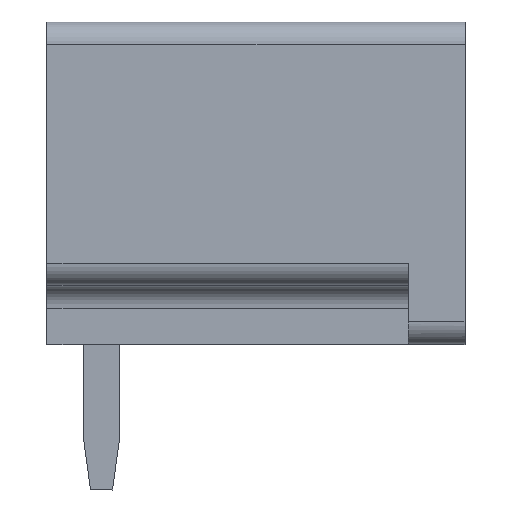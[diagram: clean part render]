
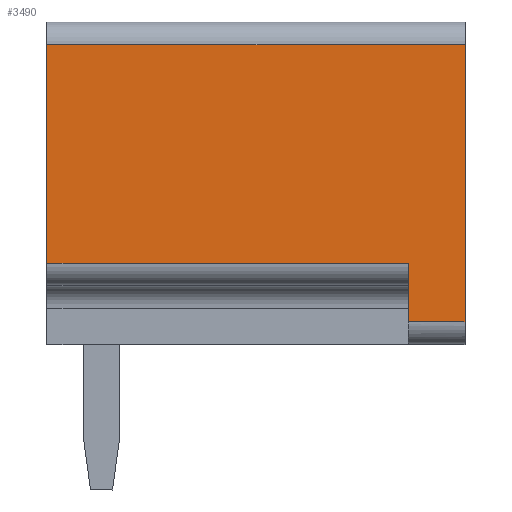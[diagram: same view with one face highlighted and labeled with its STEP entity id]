
A CAD part, left-side view. The second image highlights one B-rep face of the part: STEP entity #3490.
In plain terms, the highlighted planar face has unit normal (-1, 0, 0).
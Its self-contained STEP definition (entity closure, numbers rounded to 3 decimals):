
#3454=AXIS2_PLACEMENT_3D('Plane Axis2P3D',#3451,#3452,#3453) ;
#70=CARTESIAN_POINT('Vertex',(0.,0.,9.8)) ;
#73=CARTESIAN_POINT('Line Origine',(0.,0.,6.75)) ;
#77=CARTESIAN_POINT('Vertex',(0.,0.,3.7)) ;
#3436=CARTESIAN_POINT('Vertex',(0.,9.2,9.8)) ;
#3439=CARTESIAN_POINT('Line Origine',(0.,4.6,9.8)) ;
#3451=CARTESIAN_POINT('Axis2P3D Location',(0.,0.,9.8)) ;
#3456=CARTESIAN_POINT('Line Origine',(0.,5.225,4.99)) ;
#3460=CARTESIAN_POINT('Vertex',(0.,9.2,4.99)) ;
#3462=CARTESIAN_POINT('Vertex',(0.,1.25,4.99)) ;
#3465=CARTESIAN_POINT('Line Origine',(0.,1.25,4.345)) ;
#3469=CARTESIAN_POINT('Vertex',(0.,1.25,3.7)) ;
#3472=CARTESIAN_POINT('Line Origine',(0.,0.625,3.7)) ;
#3477=CARTESIAN_POINT('Line Origine',(0.,9.2,7.395)) ;
#74=DIRECTION('Vector Direction',(0.,0.,-1.)) ;
#3440=DIRECTION('Vector Direction',(0.,-1.,0.)) ;
#3452=DIRECTION('Axis2P3D Direction',(1.,-0.,0.)) ;
#3453=DIRECTION('Axis2P3D XDirection',(0.,0.,-1.)) ;
#3457=DIRECTION('Vector Direction',(0.,-1.,0.)) ;
#3466=DIRECTION('Vector Direction',(0.,0.,-1.)) ;
#3473=DIRECTION('Vector Direction',(0.,1.,0.)) ;
#3478=DIRECTION('Vector Direction',(0.,0.,-1.)) ;
#75=VECTOR('Line Direction',#74,1.) ;
#3441=VECTOR('Line Direction',#3440,1.) ;
#3458=VECTOR('Line Direction',#3457,1.) ;
#3467=VECTOR('Line Direction',#3466,1.) ;
#3474=VECTOR('Line Direction',#3473,1.) ;
#3479=VECTOR('Line Direction',#3478,1.) ;
#3483=ORIENTED_EDGE('',*,*,#3464,.T.) ;
#3484=ORIENTED_EDGE('',*,*,#3471,.T.) ;
#3485=ORIENTED_EDGE('',*,*,#3476,.F.) ;
#3486=ORIENTED_EDGE('',*,*,#79,.F.) ;
#3487=ORIENTED_EDGE('',*,*,#3443,.T.) ;
#3488=ORIENTED_EDGE('',*,*,#3481,.T.) ;
#3490=ADVANCED_FACE('HOUSING',(#3489),#3455,.F.) ;
#79=EDGE_CURVE('',#71,#78,#76,.T.) ;
#3443=EDGE_CURVE('',#71,#3437,#3442,.F.) ;
#3464=EDGE_CURVE('',#3461,#3463,#3459,.T.) ;
#3471=EDGE_CURVE('',#3463,#3470,#3468,.T.) ;
#3476=EDGE_CURVE('',#78,#3470,#3475,.T.) ;
#3481=EDGE_CURVE('',#3437,#3461,#3480,.T.) ;
#3482=EDGE_LOOP('',(#3483,#3484,#3485,#3486,#3487,#3488)) ;
#3489=FACE_OUTER_BOUND('',#3482,.T.) ;
#76=LINE('Line',#73,#75) ;
#3442=LINE('Line',#3439,#3441) ;
#3459=LINE('Line',#3456,#3458) ;
#3468=LINE('Line',#3465,#3467) ;
#3475=LINE('Line',#3472,#3474) ;
#3480=LINE('Line',#3477,#3479) ;
#3455=PLANE('',#3454) ;
#71=VERTEX_POINT('',#70) ;
#78=VERTEX_POINT('',#77) ;
#3437=VERTEX_POINT('',#3436) ;
#3461=VERTEX_POINT('',#3460) ;
#3463=VERTEX_POINT('',#3462) ;
#3470=VERTEX_POINT('',#3469) ;
